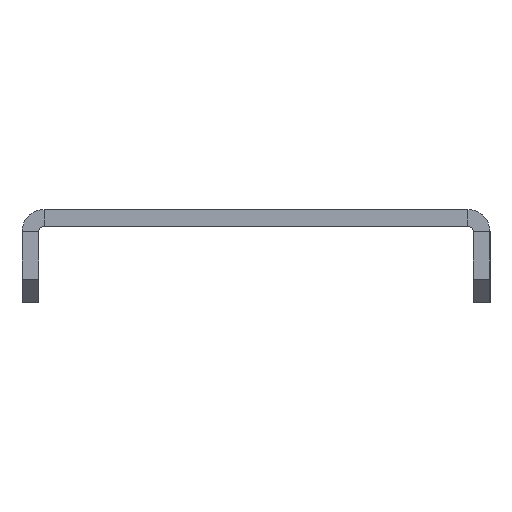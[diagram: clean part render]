
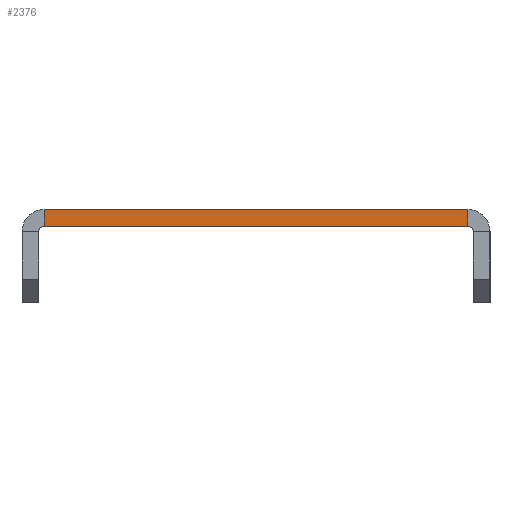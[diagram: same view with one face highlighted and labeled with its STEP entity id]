
A CAD part, left-side view. The second image highlights one B-rep face of the part: STEP entity #2376.
In plain terms, the highlighted planar face has unit normal (-1, 0, 0).
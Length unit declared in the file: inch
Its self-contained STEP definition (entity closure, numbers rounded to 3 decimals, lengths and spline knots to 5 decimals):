
#163 = CARTESIAN_POINT ( 'NONE',  ( 0., 0.119, -0.09 ) ) ;
#618 = VECTOR ( 'NONE', #1363, 39.37008 ) ;
#630 = LINE ( 'NONE', #1400, #618 ) ;
#654 = VECTOR ( 'NONE', #1404, 39.37008 ) ;
#661 = EDGE_LOOP ( 'NONE', ( #2449, #2458, #2463, #2469 ) ) ;
#674 = LINE ( 'NONE', #1459, #767 ) ;
#695 = LINE ( 'NONE', #1394, #654 ) ;
#714 = VECTOR ( 'NONE', #1432, 39.37008 ) ;
#767 = VECTOR ( 'NONE', #1358, 39.37008 ) ;
#813 = LINE ( 'NONE', #1439, #714 ) ;
#818 = AXIS2_PLACEMENT_3D ( 'NONE', #2831, #2825, #2823 ) ;
#1250 = CARTESIAN_POINT ( 'NONE',  ( 0., 2.40069, -0.09 ) ) ;
#1358 = DIRECTION ( 'NONE',  ( 0., 0., 1. ) ) ;
#1363 = DIRECTION ( 'NONE',  ( 0., -1., 0. ) ) ;
#1394 = CARTESIAN_POINT ( 'NONE',  ( 0., 0., 0. ) ) ;
#1400 = CARTESIAN_POINT ( 'NONE',  ( 0., 0., -0.09 ) ) ;
#1404 = DIRECTION ( 'NONE',  ( 0., -1., 0. ) ) ;
#1432 = DIRECTION ( 'NONE',  ( 0., 0., -1. ) ) ;
#1439 = CARTESIAN_POINT ( 'NONE',  ( 0., 2.40069, 0. ) ) ;
#1459 = CARTESIAN_POINT ( 'NONE',  ( 0., 0.119, -0.09 ) ) ;
#1637 = FACE_OUTER_BOUND ( 'NONE', #661, .T. ) ;
#1784 = EDGE_CURVE ( 'NONE', #2229, #1834, #813, .T. ) ;
#1800 = EDGE_CURVE ( 'NONE', #2229, #2554, #695, .T. ) ;
#1805 = EDGE_CURVE ( 'NONE', #1834, #2159, #630, .T. ) ;
#1806 = EDGE_CURVE ( 'NONE', #2159, #2554, #674, .T. ) ;
#1834 = VERTEX_POINT ( 'NONE', #1250 ) ;
#2061 = CARTESIAN_POINT ( 'NONE',  ( 0., 0.119, 0. ) ) ;
#2159 = VERTEX_POINT ( 'NONE', #163 ) ;
#2229 = VERTEX_POINT ( 'NONE', #2737 ) ;
#2376 = ADVANCED_FACE ( 'NONE', ( #1637 ), #2835, .T. ) ;
#2449 = ORIENTED_EDGE ( 'NONE', *, *, #1800, .F. ) ;
#2458 = ORIENTED_EDGE ( 'NONE', *, *, #1784, .T. ) ;
#2463 = ORIENTED_EDGE ( 'NONE', *, *, #1805, .T. ) ;
#2469 = ORIENTED_EDGE ( 'NONE', *, *, #1806, .T. ) ;
#2554 = VERTEX_POINT ( 'NONE', #2061 ) ;
#2737 = CARTESIAN_POINT ( 'NONE',  ( 0., 2.40069, 0. ) ) ;
#2823 = DIRECTION ( 'NONE',  ( 0., 0., 1. ) ) ;
#2825 = DIRECTION ( 'NONE',  ( -1., 0., 0. ) ) ;
#2831 = CARTESIAN_POINT ( 'NONE',  ( 0., 2.42969, -0.119 ) ) ;
#2835 = PLANE ( 'NONE',  #818 ) ;
